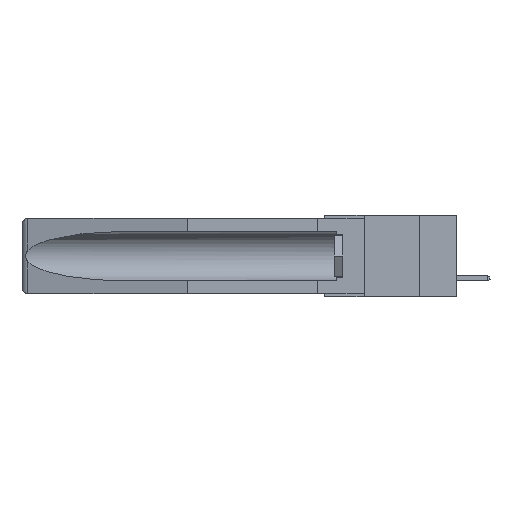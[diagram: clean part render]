
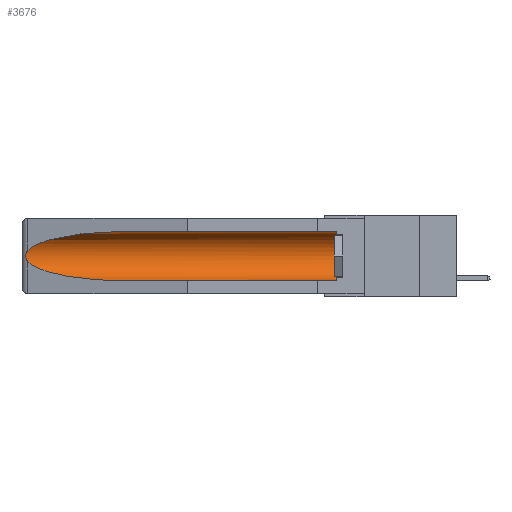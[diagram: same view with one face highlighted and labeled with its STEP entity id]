
A CAD part, left-side view. The second image highlights one B-rep face of the part: STEP entity #3676.
In plain terms, the highlighted cylindrical face has radius 2.857 mm (diameter 5.715 mm), a partial arc.
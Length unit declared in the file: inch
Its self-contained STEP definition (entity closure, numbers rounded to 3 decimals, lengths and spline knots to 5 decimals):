
#770 = FACE_OUTER_BOUND ( 'NONE', #10594, .T. ) ;
#1302 = AXIS2_PLACEMENT_3D ( 'NONE', #16501, #12518, #4256 ) ;
#1385 = CARTESIAN_POINT ( 'NONE',  ( 0.26537, 1.52718, -0.19328 ) ) ;
#1586 = VECTOR ( 'NONE', #6342, 39.37008 ) ;
#2198 = CARTESIAN_POINT ( 'NONE',  ( 0.26597, 1.5296, -0.19026 ) ) ;
#2546 = VERTEX_POINT ( 'NONE', #7222 ) ;
#2711 = ORIENTED_EDGE ( 'NONE', *, *, #15755, .T. ) ;
#3416 = CARTESIAN_POINT ( 'NONE',  ( 0.26537, 1.52718, -0.14972 ) ) ;
#3496 = EDGE_CURVE ( 'NONE', #6486, #7672, #13752, .T. ) ;
#3550 = CARTESIAN_POINT ( 'NONE',  ( 0.26537, 1.52718, -0.19328 ) ) ;
#3676 = ADVANCED_FACE ( 'NONE', ( #770 ), #5556, .F. ) ;
#4025 = CIRCLE ( 'NONE', #1302, 0.1125 ) ;
#4140 = EDGE_CURVE ( 'NONE', #10873, #7672, #13354, .T. ) ;
#4256 = DIRECTION ( 'NONE',  ( 0., 0., 1. ) ) ;
#4528 = CARTESIAN_POINT ( 'NONE',  ( 0.155, 1.07973, -0.284 ) ) ;
#4704 = CARTESIAN_POINT ( 'NONE',  ( 0.26597, 1.52961, -0.15275 ) ) ;
#4758 = CARTESIAN_POINT ( 'NONE',  ( 0.2673, 1.5327, -0.16383 ) ) ;
#5110 = CARTESIAN_POINT ( 'NONE',  ( 0.26655, 1.53094, -0.18657 ) ) ;
#5250 = CARTESIAN_POINT ( 'NONE',  ( 0.155, -0.30754, -0.1715 ) ) ;
#5556 = CYLINDRICAL_SURFACE ( 'NONE', #6953, 0.1125 ) ;
#6104 = CARTESIAN_POINT ( 'NONE',  ( 0.26654, 1.53092, -0.15636 ) ) ;
#6342 = DIRECTION ( 'NONE',  ( 0., 1., 0. ) ) ;
#6486 = VERTEX_POINT ( 'NONE', #13056 ) ;
#6639 = VERTEX_POINT ( 'NONE', #6906 ) ;
#6906 = CARTESIAN_POINT ( 'NONE',  ( 0.155, 0.126, -0.059 ) ) ;
#6953 = AXIS2_PLACEMENT_3D ( 'NONE', #5250, #10693, #9546 ) ;
#7222 = CARTESIAN_POINT ( 'NONE',  ( 0.155, 1.07973, -0.059 ) ) ;
#7307 = CARTESIAN_POINT ( 'NONE',  ( 0.26537, 1.52718, -0.19328 ) ) ;
#7457 = CARTESIAN_POINT ( 'NONE',  ( 0.21114, 1.30732, -0.059 ) ) ;
#7672 = VERTEX_POINT ( 'NONE', #14412 ) ;
#8192 = ORIENTED_EDGE ( 'NONE', *, *, #8280, .T. ) ;
#8280 = EDGE_CURVE ( 'NONE', #6486, #6639, #4025, .T. ) ;
#9079 = CARTESIAN_POINT ( 'NONE',  ( 0.155, -0.30754, -0.059 ) ) ;
#9190 = CARTESIAN_POINT ( 'NONE',  ( 0.2673, 1.53269, -0.17917 ) ) ;
#9546 = DIRECTION ( 'NONE',  ( 0., 0., 1. ) ) ;
#9568 = B_SPLINE_CURVE_WITH_KNOTS ( 'NONE', 3,
 ( #12952, #4704, #6104, #4758, #15789, #10323, #9190, #5110, #2198, #3550 ),
 .UNSPECIFIED., .F., .F.,
 ( 4, 2, 2, 2, 4 ),
 ( 0., 0.00029, 0.00058, 0.00087, 0.00117 ),
 .UNSPECIFIED. ) ;
#9992 = LINE ( 'NONE', #9079, #1586 ) ;
#10264 = ORIENTED_EDGE ( 'NONE', *, *, #11699, .T. ) ;
#10323 = CARTESIAN_POINT ( 'NONE',  ( 0.2675, 1.53308, -0.17534 ) ) ;
#10594 = EDGE_LOOP ( 'NONE', ( #2711, #15671, #16141, #11948, #8192, #10264 ) ) ;
#10693 = DIRECTION ( 'NONE',  ( 0., 1., 0. ) ) ;
#10873 = VERTEX_POINT ( 'NONE', #1385 ) ;
#11485 =( BOUNDED_CURVE ( )  B_SPLINE_CURVE ( 3, ( #11591, #7457, #17064, #12809 ),
 .UNSPECIFIED., .F., .F. ) 
 B_SPLINE_CURVE_WITH_KNOTS ( ( 4, 4 ),
 ( 4.71239, 6.08839 ),
 .UNSPECIFIED. ) 
 CURVE ( )  GEOMETRIC_REPRESENTATION_ITEM ( )  RATIONAL_B_SPLINE_CURVE ( ( 1., 0.848, 0.848, 1. ) ) 
 REPRESENTATION_ITEM ( '' )  );
#11591 = CARTESIAN_POINT ( 'NONE',  ( 0.155, 1.07973, -0.059 ) ) ;
#11699 = EDGE_CURVE ( 'NONE', #6639, #2546, #9992, .T. ) ;
#11948 = ORIENTED_EDGE ( 'NONE', *, *, #3496, .F. ) ;
#12518 = DIRECTION ( 'NONE',  ( 0., -1., 0. ) ) ;
#12779 = CARTESIAN_POINT ( 'NONE',  ( 0.21114, 1.30732, -0.284 ) ) ;
#12809 = CARTESIAN_POINT ( 'NONE',  ( 0.26537, 1.52718, -0.14972 ) ) ;
#12952 = CARTESIAN_POINT ( 'NONE',  ( 0.26537, 1.52718, -0.14972 ) ) ;
#13056 = CARTESIAN_POINT ( 'NONE',  ( 0.155, 0.126, -0.284 ) ) ;
#13102 = VECTOR ( 'NONE', #17355, 39.37008 ) ;
#13354 =( BOUNDED_CURVE ( )  B_SPLINE_CURVE ( 3, ( #7307, #14161, #12779, #4528 ),
 .UNSPECIFIED., .F., .F. ) 
 B_SPLINE_CURVE_WITH_KNOTS ( ( 4, 4 ),
 ( 0.1948, 1.5708 ),
 .UNSPECIFIED. ) 
 CURVE ( )  GEOMETRIC_REPRESENTATION_ITEM ( )  RATIONAL_B_SPLINE_CURVE ( ( 1., 0.848, 0.848, 1. ) ) 
 REPRESENTATION_ITEM ( '' )  );
#13455 = EDGE_CURVE ( 'NONE', #16365, #10873, #9568, .T. ) ;
#13752 = LINE ( 'NONE', #14712, #13102 ) ;
#14161 = CARTESIAN_POINT ( 'NONE',  ( 0.25451, 1.48313, -0.24835 ) ) ;
#14412 = CARTESIAN_POINT ( 'NONE',  ( 0.155, 1.07973, -0.284 ) ) ;
#14712 = CARTESIAN_POINT ( 'NONE',  ( 0.155, -0.30754, -0.284 ) ) ;
#15671 = ORIENTED_EDGE ( 'NONE', *, *, #13455, .T. ) ;
#15755 = EDGE_CURVE ( 'NONE', #2546, #16365, #11485, .T. ) ;
#15789 = CARTESIAN_POINT ( 'NONE',  ( 0.2675, 1.53308, -0.16763 ) ) ;
#16141 = ORIENTED_EDGE ( 'NONE', *, *, #4140, .T. ) ;
#16365 = VERTEX_POINT ( 'NONE', #3416 ) ;
#16501 = CARTESIAN_POINT ( 'NONE',  ( 0.155, 0.126, -0.1715 ) ) ;
#17064 = CARTESIAN_POINT ( 'NONE',  ( 0.25451, 1.48313, -0.09465 ) ) ;
#17355 = DIRECTION ( 'NONE',  ( 0., 1., 0. ) ) ;
